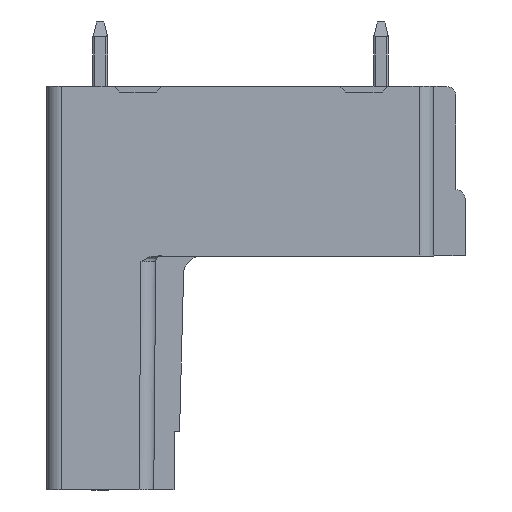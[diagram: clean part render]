
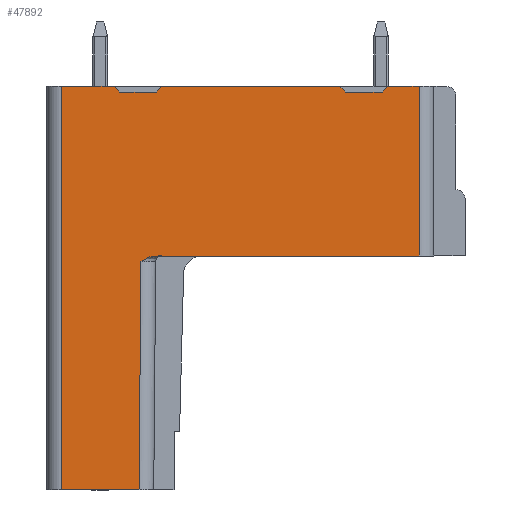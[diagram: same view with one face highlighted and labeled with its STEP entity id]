
A CAD part, left-side view. The second image highlights one B-rep face of the part: STEP entity #47892.
In plain terms, the highlighted planar face has unit normal (-1, 0, 0).
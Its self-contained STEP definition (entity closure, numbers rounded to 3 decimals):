
#762=CARTESIAN_POINT('',(-58.4,5.537,
0.));
#1998=DIRECTION('',(0.,1.,0.));
#1999=VECTOR('',#1998,2.85);
#2000=CARTESIAN_POINT('',(-58.4,7.75,9.2));
#2001=LINE('',#2000,#1999);
#6663=DIRECTION('',(0.,1.,0.));
#6664=VECTOR('',#6663,14.337);
#6665=CARTESIAN_POINT('',(-58.4,-8.8,
0.));
#6666=LINE('',#6665,#6664);
#6667=CARTESIAN_POINT('',(-58.4,5.537,
0.));
#6668=CARTESIAN_POINT('',(-58.4,5.563,
0.));
#6669=CARTESIAN_POINT('',(-58.4,5.618,
-0.002));
#6670=CARTESIAN_POINT('',(-58.4,5.71,
-0.018));
#6671=CARTESIAN_POINT('',(-58.4,5.81,
-0.046));
#6672=CARTESIAN_POINT('',(-58.4,5.918,
-0.089));
#6673=CARTESIAN_POINT('',(-58.4,6.033,
-0.146));
#6674=CARTESIAN_POINT('',(-58.4,6.157,
-0.216));
#6675=CARTESIAN_POINT('',(-58.4,6.245,
-0.271));
#6676=CARTESIAN_POINT('',(-58.4,6.292,
-0.3));
#6678=DIRECTION('',(0.,0.009,-1.));
#6679=VECTOR('',#6678,12.4);
#6680=CARTESIAN_POINT('',(-58.4,6.292,
-0.3));
#6681=LINE('',#6680,#6679);
#6682=DIRECTION('',(0.,1.,0.));
#6683=VECTOR('',#6682,4.2);
#6684=CARTESIAN_POINT('',(-58.4,6.4,-12.7));
#6685=LINE('',#6684,#6683);
#6686=DIRECTION('',(0.,-0.707,-0.707));
#6687=VECTOR('',#6686,0.424);
#6688=CARTESIAN_POINT('',(-58.4,7.75,9.2));
#6689=LINE('',#6688,#6687);
#6690=DIRECTION('',(0.,-0.707,0.707));
#6691=VECTOR('',#6690,0.424);
#6692=CARTESIAN_POINT('',(-58.4,5.45,8.9));
#6693=LINE('',#6692,#6691);
#6694=DIRECTION('',(0.,-1.,0.));
#6695=VECTOR('',#6694,9.65);
#6696=CARTESIAN_POINT('',(-58.4,5.15,9.2));
#6697=LINE('',#6696,#6695);
#6698=DIRECTION('',(0.,-0.707,-0.707));
#6699=VECTOR('',#6698,0.424);
#6700=CARTESIAN_POINT('',(-58.4,-4.5,9.2));
#6701=LINE('',#6700,#6699);
#6702=DIRECTION('',(0.,-0.707,0.707));
#6703=VECTOR('',#6702,0.424);
#6704=CARTESIAN_POINT('',(-58.4,-6.8,8.9));
#6705=LINE('',#6704,#6703);
#6706=DIRECTION('',(0.,-1.,0.));
#6707=VECTOR('',#6706,1.7);
#6708=CARTESIAN_POINT('',(-58.4,-7.1,9.2));
#6709=LINE('',#6708,#6707);
#6710=DIRECTION('',(0.,0.,-1.));
#6711=VECTOR('',#6710,9.2);
#6712=CARTESIAN_POINT('',(-58.4,-8.8,9.2));
#6713=LINE('',#6712,#6711);
#7862=DIRECTION('',(0.,1.,0.));
#7863=VECTOR('',#7862,2.);
#7864=CARTESIAN_POINT('',(-58.4,5.45,8.9));
#7865=LINE('',#7864,#7863);
#19881=DIRECTION('',(0.,0.,-1.));
#19882=VECTOR('',#19881,21.9);
#19883=CARTESIAN_POINT('',(-58.4,10.6,9.2));
#19884=LINE('',#19883,#19882);
#20017=DIRECTION('',(0.,1.,0.));
#20018=VECTOR('',#20017,2.);
#20019=CARTESIAN_POINT('',(-58.4,-6.8,8.9));
#20020=LINE('',#20019,#20018);
#31828=VERTEX_POINT('',#762);
#31829=CARTESIAN_POINT('',(-58.4,-8.8,
0.));
#31830=VERTEX_POINT('',#31829);
#31991=CARTESIAN_POINT('',(-58.4,-8.8,9.2));
#31992=VERTEX_POINT('',#31991);
#31993=CARTESIAN_POINT('',(-58.4,-7.1,9.2));
#31994=VERTEX_POINT('',#31993);
#31999=CARTESIAN_POINT('',(-58.4,-4.5,9.2));
#32000=VERTEX_POINT('',#31999);
#32001=CARTESIAN_POINT('',(-58.4,5.15,9.2));
#32002=VERTEX_POINT('',#32001);
#32011=CARTESIAN_POINT('',(-58.4,7.75,9.2));
#32012=VERTEX_POINT('',#32011);
#32013=CARTESIAN_POINT('',(-58.4,10.6,9.2));
#32014=VERTEX_POINT('',#32013);
#32094=VERTEX_POINT('',#6676);
#32095=CARTESIAN_POINT('',(-58.4,6.4,-12.7));
#32096=VERTEX_POINT('',#32095);
#32097=CARTESIAN_POINT('',(-58.4,10.6,-12.7));
#32098=VERTEX_POINT('',#32097);
#32099=CARTESIAN_POINT('',(-58.4,7.45,8.9));
#32100=VERTEX_POINT('',#32099);
#32101=CARTESIAN_POINT('',(-58.4,5.45,8.9));
#32102=VERTEX_POINT('',#32101);
#32103=CARTESIAN_POINT('',(-58.4,-4.8,8.9));
#32104=VERTEX_POINT('',#32103);
#32105=CARTESIAN_POINT('',(-58.4,-6.8,8.9));
#32106=VERTEX_POINT('',#32105);
#47860=CARTESIAN_POINT('',(-58.4,5.192,-0.3));
#47861=DIRECTION('',(-1.,0.,0.));
#47862=DIRECTION('',(0.,-1.,0.));
#47863=AXIS2_PLACEMENT_3D('',#47860,#47861,#47862);
#47864=PLANE('',#47863);
#47865=ORIENTED_EDGE('',*,*,#39678,.T.);
#47867=ORIENTED_EDGE('',*,*,#47866,.T.);
#47869=ORIENTED_EDGE('',*,*,#47868,.T.);
#47871=ORIENTED_EDGE('',*,*,#47870,.T.);
#47873=ORIENTED_EDGE('',*,*,#47872,.F.);
#47874=ORIENTED_EDGE('',*,*,#40540,.F.);
#47876=ORIENTED_EDGE('',*,*,#47875,.T.);
#47878=ORIENTED_EDGE('',*,*,#47877,.F.);
#47880=ORIENTED_EDGE('',*,*,#47879,.T.);
#47881=ORIENTED_EDGE('',*,*,#40524,.T.);
#47883=ORIENTED_EDGE('',*,*,#47882,.T.);
#47885=ORIENTED_EDGE('',*,*,#47884,.F.);
#47887=ORIENTED_EDGE('',*,*,#47886,.T.);
#47888=ORIENTED_EDGE('',*,*,#40515,.T.);
#47889=ORIENTED_EDGE('',*,*,#47853,.T.);
#47890=EDGE_LOOP('',(#47865,#47867,#47869,#47871,#47873,#47874,#47876,#47878,
#47880,#47881,#47883,#47885,#47887,#47888,#47889));
#47891=FACE_OUTER_BOUND('',#47890,.F.);
#47892=ADVANCED_FACE('',(#47891),#47864,.T.);
#6677=B_SPLINE_CURVE_WITH_KNOTS('',3,(#6667,#6668,#6669,#6670,#6671,#6672,#6673,
#6674,#6675,#6676),.UNSPECIFIED.,.F.,.F.,(4,1,1,1,1,1,1,4),(0.,
0.143,0.286,0.429,0.571,
0.714,0.857,1.),.UNSPECIFIED.);
#39678=EDGE_CURVE('',#31830,#31828,#6666,.T.);
#40515=EDGE_CURVE('',#31994,#31992,#6709,.T.);
#40524=EDGE_CURVE('',#32002,#32000,#6697,.T.);
#40540=EDGE_CURVE('',#32012,#32014,#2001,.T.);
#47853=EDGE_CURVE('',#31992,#31830,#6713,.T.);
#47866=EDGE_CURVE('',#31828,#32094,#6677,.T.);
#47868=EDGE_CURVE('',#32094,#32096,#6681,.T.);
#47870=EDGE_CURVE('',#32096,#32098,#6685,.T.);
#47872=EDGE_CURVE('',#32014,#32098,#19884,.T.);
#47875=EDGE_CURVE('',#32012,#32100,#6689,.T.);
#47877=EDGE_CURVE('',#32102,#32100,#7865,.T.);
#47879=EDGE_CURVE('',#32102,#32002,#6693,.T.);
#47882=EDGE_CURVE('',#32000,#32104,#6701,.T.);
#47884=EDGE_CURVE('',#32106,#32104,#20020,.T.);
#47886=EDGE_CURVE('',#32106,#31994,#6705,.T.);
